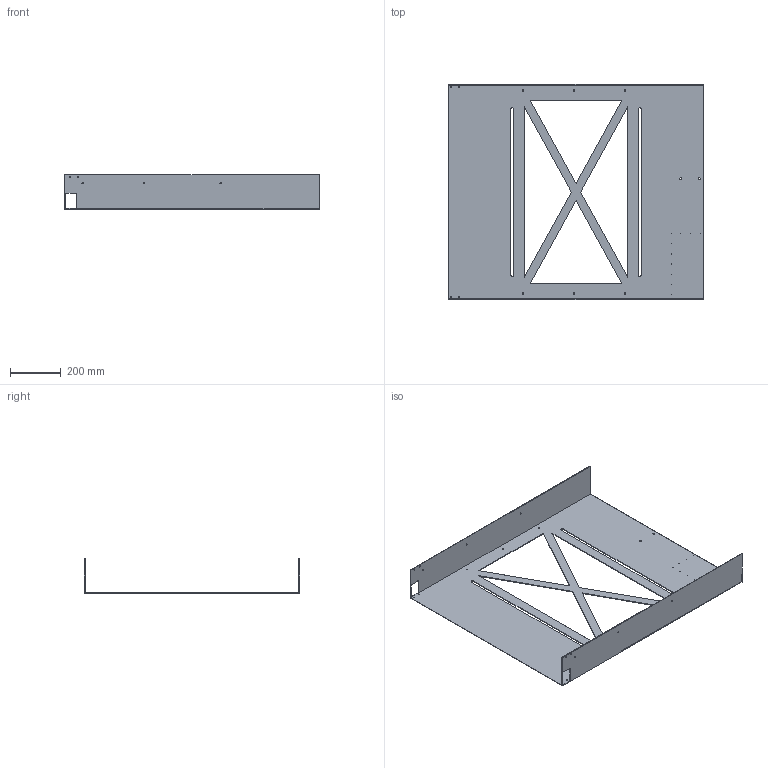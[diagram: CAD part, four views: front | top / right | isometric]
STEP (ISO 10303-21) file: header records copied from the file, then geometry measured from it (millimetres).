
FILE_DESCRIPTION(('CATIA V5 STEP Exchange'),'2;1');
FILE_NAME('Bati.stp','2021-04-29T18:09:28+00:00',('none'),('none'),'CATIA Version 5 Release 19 GA (IN-10)','CATIA V5 STEP AP203','none');
FILE_SCHEMA(('CONFIG_CONTROL_DESIGN'));
Length unit declared in the file: millimetre
Products named in the file (1): Bâti
Bounding box: 1000 x 846 x 135.6 mm (x, y, z)
Volume: 2540142 mm3; surface area: 1731906.5 mm2
Topology: 1 solids, 1 shells, 100 faces, 300 edges, 200 vertices
Faces by surface type: cylinder 68, plane 32
Entity records: 3281 total; most frequent: ORIENTED_EDGE 600, CARTESIAN_POINT 556, DIRECTION 410, EDGE_CURVE 300, VERTEX_POINT 200, AXIS2_PLACEMENT_3D 192, EDGE_LOOP 178, VECTOR 164
